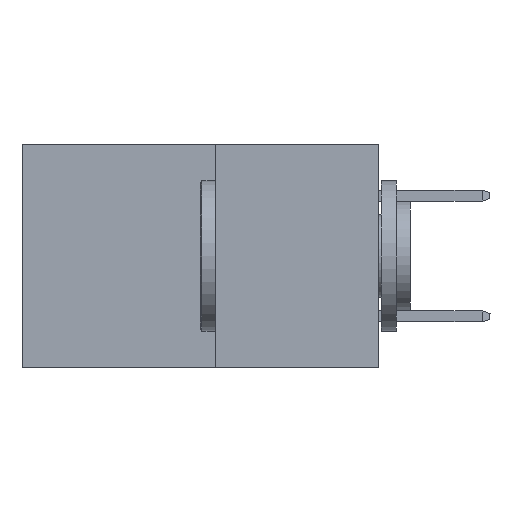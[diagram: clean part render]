
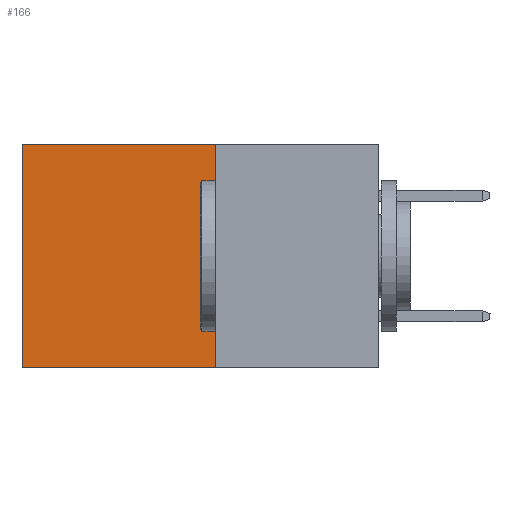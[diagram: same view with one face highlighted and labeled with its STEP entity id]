
A CAD part, left-side view. The second image highlights one B-rep face of the part: STEP entity #166.
In plain terms, the highlighted planar face has unit normal (-1, 0, 0).
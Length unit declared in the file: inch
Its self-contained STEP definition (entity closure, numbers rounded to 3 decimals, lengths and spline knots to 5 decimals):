
#166 = ADVANCED_FACE ( 'NONE', ( #5305 ), #13859, .F. ) ;
#1344 = DIRECTION ( 'NONE',  ( 0., 0., -1. ) ) ;
#1437 = VERTEX_POINT ( 'NONE', #15475 ) ;
#1495 = CARTESIAN_POINT ( 'NONE',  ( 0.277, 0.27, -0.37 ) ) ;
#1725 = CARTESIAN_POINT ( 'NONE',  ( 0.277, 0.59, 0. ) ) ;
#1929 = EDGE_CURVE ( 'NONE', #13482, #14306, #11969, .T. ) ;
#2101 = VERTEX_POINT ( 'NONE', #7632 ) ;
#2223 = EDGE_LOOP ( 'NONE', ( #17299, #14913, #4440, #13832 ) ) ;
#4068 = CARTESIAN_POINT ( 'NONE',  ( 0.277, 0.27, 0. ) ) ;
#4360 = CARTESIAN_POINT ( 'NONE',  ( 0.277, 0.27, 0. ) ) ;
#4440 = ORIENTED_EDGE ( 'NONE', *, *, #7995, .F. ) ;
#5305 = FACE_OUTER_BOUND ( 'NONE', #2223, .T. ) ;
#7369 = DIRECTION ( 'NONE',  ( 0., 1., 0. ) ) ;
#7632 = CARTESIAN_POINT ( 'NONE',  ( 0.277, 0.27, -0.37 ) ) ;
#7995 = EDGE_CURVE ( 'NONE', #13482, #2101, #15235, .T. ) ;
#11544 = VECTOR ( 'NONE', #1344, 39.37008 ) ;
#11676 = EDGE_CURVE ( 'NONE', #2101, #1437, #15625, .T. ) ;
#11906 = VECTOR ( 'NONE', #16411, 39.37008 ) ;
#11969 = LINE ( 'NONE', #4360, #15680 ) ;
#12168 = VECTOR ( 'NONE', #13744, 39.37008 ) ;
#13482 = VERTEX_POINT ( 'NONE', #4068 ) ;
#13675 = DIRECTION ( 'NONE',  ( 0., 0., -1. ) ) ;
#13683 = CARTESIAN_POINT ( 'NONE',  ( 0.277, 0.27, -0.37 ) ) ;
#13714 = DIRECTION ( 'NONE',  ( 1., 0., 0. ) ) ;
#13744 = DIRECTION ( 'NONE',  ( 0., 0., -1. ) ) ;
#13775 = CARTESIAN_POINT ( 'NONE',  ( 0.277, 0.27, -0.37 ) ) ;
#13832 = ORIENTED_EDGE ( 'NONE', *, *, #1929, .T. ) ;
#13859 = PLANE ( 'NONE',  #15689 ) ;
#14306 = VERTEX_POINT ( 'NONE', #1725 ) ;
#14913 = ORIENTED_EDGE ( 'NONE', *, *, #11676, .F. ) ;
#15235 = LINE ( 'NONE', #1495, #11544 ) ;
#15475 = CARTESIAN_POINT ( 'NONE',  ( 0.277, 0.59, -0.37 ) ) ;
#15625 = LINE ( 'NONE', #13683, #11906 ) ;
#15680 = VECTOR ( 'NONE', #7369, 39.37008 ) ;
#15689 = AXIS2_PLACEMENT_3D ( 'NONE', #13775, #13714, #13675 ) ;
#15895 = LINE ( 'NONE', #17857, #12168 ) ;
#16131 = EDGE_CURVE ( 'NONE', #14306, #1437, #15895, .T. ) ;
#16411 = DIRECTION ( 'NONE',  ( 0., 1., 0. ) ) ;
#17299 = ORIENTED_EDGE ( 'NONE', *, *, #16131, .T. ) ;
#17857 = CARTESIAN_POINT ( 'NONE',  ( 0.277, 0.59, -0.37 ) ) ;
